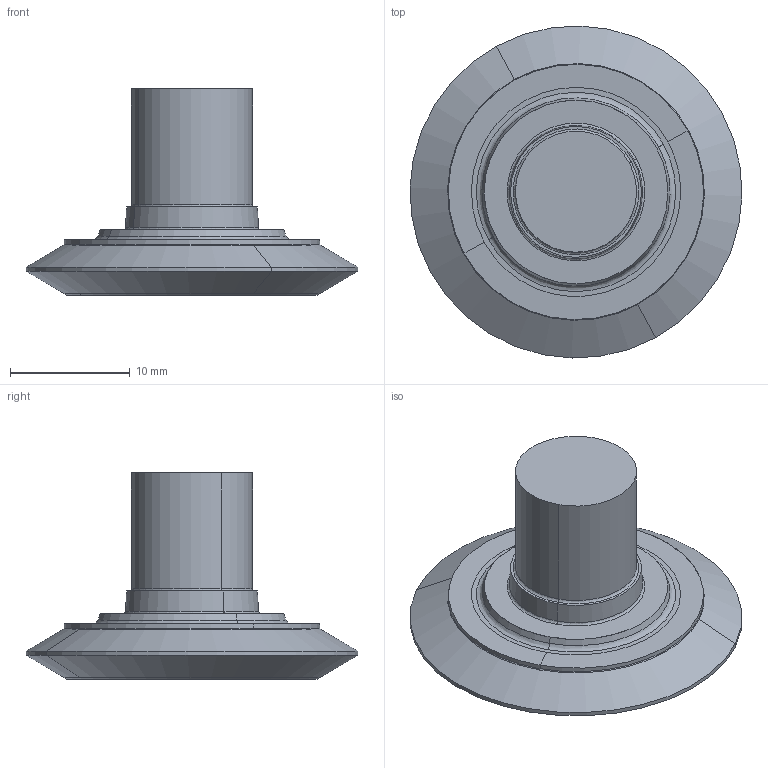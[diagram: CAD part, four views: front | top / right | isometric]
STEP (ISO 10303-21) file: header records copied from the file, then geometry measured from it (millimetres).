
FILE_DESCRIPTION(('CATIA V5 STEP','CAx-IF Rec.Pracs.--- Model Styling and Organization---1.2---2011-12-15'),'2;1');
FILE_NAME('3347902 L.stp','2022-01-02T14:01:48+00:00',('none'),('none'),'CATIA Version 5 Release 21 SP 5 (IN-10)','CATIA V5 STEP AP214','none');
FILE_SCHEMA(('AUTOMOTIVE_DESIGN { 1 0 10303 214 1 1 1 1 }'));
Length unit declared in the file: millimetre
Products named in the file (1): MM TRF28A60-P500-6T10
Bounding box: 27.69 x 27.69 x 17.2 mm (x, y, z)
Volume: 3289.8 mm3; surface area: 2273.2 mm2
Topology: 2 solids, 2 shells, 39 faces, 84 edges, 52 vertices
Faces by surface type: revolution 32, plane 5, cylinder 2
Entity records: 1748 total; most frequent: CARTESIAN_POINT 934, ORIENTED_EDGE 160, DIRECTION 98, EDGE_CURVE 80, B_SPLINE_CURVE_WITH_KNOTS 68, AXIS2_PLACEMENT_3D 56, CIRCLE 46, VERTEX_POINT 46
